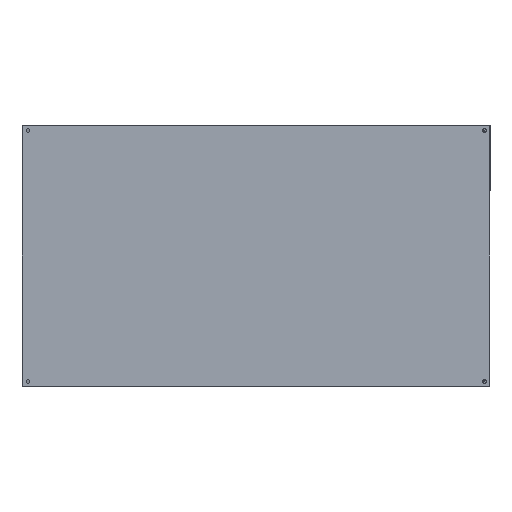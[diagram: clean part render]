
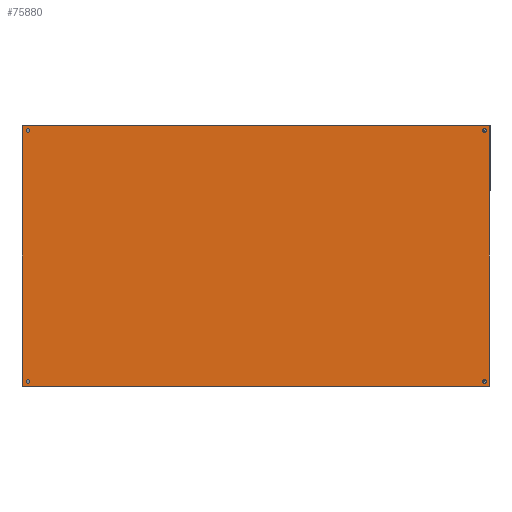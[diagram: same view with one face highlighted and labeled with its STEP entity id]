
A CAD part, left-side view. The second image highlights one B-rep face of the part: STEP entity #75880.
In plain terms, the highlighted face is planar.
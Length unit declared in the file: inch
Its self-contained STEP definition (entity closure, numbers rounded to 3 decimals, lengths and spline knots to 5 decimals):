
#1584 = CARTESIAN_POINT ( 'NONE',  ( -17.25, 0., 31.33759 ) ) ;
#4661 = CARTESIAN_POINT ( 'NONE',  ( 17.25, 0., 31.58759 ) ) ;
#6439 = EDGE_CURVE ( 'NONE', #34121, #52765, #40629, .T. ) ;
#6898 = ORIENTED_EDGE ( 'NONE', *, *, #94287, .T. ) ;
#7495 = CARTESIAN_POINT ( 'NONE',  ( -17.928, 0., 32.103 ) ) ;
#8310 = LINE ( 'NONE', #7495, #108493 ) ;
#8687 = CARTESIAN_POINT ( 'NONE',  ( 17.928, 0., 32.05159 ) ) ;
#11137 = ORIENTED_EDGE ( 'NONE', *, *, #42517, .T. ) ;
#11964 = DIRECTION ( 'NONE',  ( 0., -1., 0. ) ) ;
#12175 = EDGE_CURVE ( 'NONE', #52765, #34121, #115588, .T. ) ;
#12626 = EDGE_CURVE ( 'NONE', #13701, #108892, #76825, .T. ) ;
#13701 = VERTEX_POINT ( 'NONE', #26434 ) ;
#14336 = CIRCLE ( 'NONE', #31493, 0.25 ) ;
#17731 = FACE_BOUND ( 'NONE', #36696, .T. ) ;
#18295 = LINE ( 'NONE', #8687, #62768 ) ;
#18330 = EDGE_CURVE ( 'NONE', #49729, #100231, #31197, .T. ) ;
#19230 = VERTEX_POINT ( 'NONE', #88445 ) ;
#21011 = VECTOR ( 'NONE', #52619, 39.37008 ) ;
#21670 = ORIENTED_EDGE ( 'NONE', *, *, #71263, .T. ) ;
#25198 = ORIENTED_EDGE ( 'NONE', *, *, #12175, .T. ) ;
#26434 = CARTESIAN_POINT ( 'NONE',  ( 17.928, 0., 32.05159 ) ) ;
#27156 = VECTOR ( 'NONE', #117523, 39.37008 ) ;
#27202 = ORIENTED_EDGE ( 'NONE', *, *, #6439, .T. ) ;
#28386 = ORIENTED_EDGE ( 'NONE', *, *, #12626, .T. ) ;
#31148 = EDGE_CURVE ( 'NONE', #66828, #50012, #14336, .T. ) ;
#31197 = CIRCLE ( 'NONE', #56907, 0.25 ) ;
#31493 = AXIS2_PLACEMENT_3D ( 'NONE', #36578, #109353, #54579 ) ;
#31980 = CARTESIAN_POINT ( 'NONE',  ( -17.928, 0., -32.067 ) ) ;
#32153 = CARTESIAN_POINT ( 'NONE',  ( -17.25, 0., 31.58759 ) ) ;
#34121 = VERTEX_POINT ( 'NONE', #72567 ) ;
#34255 = ORIENTED_EDGE ( 'NONE', *, *, #87729, .F. ) ;
#36578 = CARTESIAN_POINT ( 'NONE',  ( -17.25, 0., -31.425 ) ) ;
#36696 = EDGE_LOOP ( 'NONE', ( #27202, #25198 ) ) ;
#37974 = EDGE_LOOP ( 'NONE', ( #51267, #11137 ) ) ;
#38192 = DIRECTION ( 'NONE',  ( 0., 0., -1. ) ) ;
#39215 = FACE_BOUND ( 'NONE', #106395, .T. ) ;
#40629 = CIRCLE ( 'NONE', #85977, 0.25 ) ;
#42186 = DIRECTION ( 'NONE',  ( 0., -1., 0. ) ) ;
#42278 = ORIENTED_EDGE ( 'NONE', *, *, #116078, .T. ) ;
#42517 = EDGE_CURVE ( 'NONE', #80655, #77290, #55354, .T. ) ;
#44001 = AXIS2_PLACEMENT_3D ( 'NONE', #65856, #112575, #92996 ) ;
#44879 = DIRECTION ( 'NONE',  ( 0., 0., -1. ) ) ;
#47398 = DIRECTION ( 'NONE',  ( 0., -1., 0. ) ) ;
#49391 = EDGE_LOOP ( 'NONE', ( #42278, #102703 ) ) ;
#49729 = VERTEX_POINT ( 'NONE', #4661 ) ;
#50012 = VERTEX_POINT ( 'NONE', #77780 ) ;
#51267 = ORIENTED_EDGE ( 'NONE', *, *, #78616, .T. ) ;
#51364 = CARTESIAN_POINT ( 'NONE',  ( -17.25, 0., 31.33759 ) ) ;
#51479 = LINE ( 'NONE', #91123, #27156 ) ;
#52536 = DIRECTION ( 'NONE',  ( 0., 0., -1. ) ) ;
#52619 = DIRECTION ( 'NONE',  ( 0., 0., -1. ) ) ;
#52765 = VERTEX_POINT ( 'NONE', #32153 ) ;
#54579 = DIRECTION ( 'NONE',  ( 0., 0., -1. ) ) ;
#55354 = CIRCLE ( 'NONE', #98353, 0.25 ) ;
#56907 = AXIS2_PLACEMENT_3D ( 'NONE', #94173, #47398, #38192 ) ;
#58008 = CARTESIAN_POINT ( 'NONE',  ( 17.25, 0., 31.33759 ) ) ;
#59748 = CARTESIAN_POINT ( 'NONE',  ( -17.25, 0., -31.175 ) ) ;
#60283 = CARTESIAN_POINT ( 'NONE',  ( 17.25, 0., -31.175 ) ) ;
#60597 = AXIS2_PLACEMENT_3D ( 'NONE', #1584, #102290, #74302 ) ;
#60775 = DIRECTION ( 'NONE',  ( 0., 0., 1. ) ) ;
#62231 = FACE_BOUND ( 'NONE', #37974, .T. ) ;
#62768 = VECTOR ( 'NONE', #64307, 39.37008 ) ;
#62786 = DIRECTION ( 'NONE',  ( 0., 0., -1. ) ) ;
#64307 = DIRECTION ( 'NONE',  ( -1., 0., 0. ) ) ;
#65856 = CARTESIAN_POINT ( 'NONE',  ( 17.928, 0., -32.103 ) ) ;
#66432 = CARTESIAN_POINT ( 'NONE',  ( -17.25, 0., -31.425 ) ) ;
#66828 = VERTEX_POINT ( 'NONE', #59748 ) ;
#68009 = DIRECTION ( 'NONE',  ( 0., -1., 0. ) ) ;
#71214 = DIRECTION ( 'NONE',  ( 0., -1., 0. ) ) ;
#71263 = EDGE_CURVE ( 'NONE', #74133, #19230, #8310, .T. ) ;
#72567 = CARTESIAN_POINT ( 'NONE',  ( -17.25, 0., 31.08759 ) ) ;
#74133 = VERTEX_POINT ( 'NONE', #31980 ) ;
#74302 = DIRECTION ( 'NONE',  ( 0., 0., -1. ) ) ;
#74658 = CARTESIAN_POINT ( 'NONE',  ( 17.25, 0., 31.08759 ) ) ;
#75880 = ADVANCED_FACE ( 'NONE', ( #17731, #87963, #93602, #62231, #39215 ), #110593, .F. ) ;
#76825 = LINE ( 'NONE', #88310, #21011 ) ;
#77290 = VERTEX_POINT ( 'NONE', #108650 ) ;
#77780 = CARTESIAN_POINT ( 'NONE',  ( -17.25, 0., -31.675 ) ) ;
#78616 = EDGE_CURVE ( 'NONE', #77290, #80655, #94657, .T. ) ;
#80655 = VERTEX_POINT ( 'NONE', #60283 ) ;
#83714 = CARTESIAN_POINT ( 'NONE',  ( 17.928, 0., -32.067 ) ) ;
#85977 = AXIS2_PLACEMENT_3D ( 'NONE', #51364, #42186, #52536 ) ;
#86375 = CIRCLE ( 'NONE', #106817, 0.25 ) ;
#86912 = ORIENTED_EDGE ( 'NONE', *, *, #105364, .F. ) ;
#87729 = EDGE_CURVE ( 'NONE', #13701, #19230, #18295, .T. ) ;
#87963 = FACE_BOUND ( 'NONE', #49391, .T. ) ;
#88310 = CARTESIAN_POINT ( 'NONE',  ( 17.928, 0., -32.103 ) ) ;
#88445 = CARTESIAN_POINT ( 'NONE',  ( -17.928, 0., 32.05159 ) ) ;
#90268 = AXIS2_PLACEMENT_3D ( 'NONE', #110094, #71214, #105919 ) ;
#91123 = CARTESIAN_POINT ( 'NONE',  ( 17.928, 0., -32.067 ) ) ;
#92996 = DIRECTION ( 'NONE',  ( 0., 0., 1. ) ) ;
#93602 = FACE_OUTER_BOUND ( 'NONE', #113780, .T. ) ;
#94173 = CARTESIAN_POINT ( 'NONE',  ( 17.25, 0., 31.33759 ) ) ;
#94287 = EDGE_CURVE ( 'NONE', #100231, #49729, #116934, .T. ) ;
#94657 = CIRCLE ( 'NONE', #90268, 0.25 ) ;
#98353 = AXIS2_PLACEMENT_3D ( 'NONE', #117676, #117258, #44879 ) ;
#100231 = VERTEX_POINT ( 'NONE', #74658 ) ;
#102290 = DIRECTION ( 'NONE',  ( 0., -1., 0. ) ) ;
#102703 = ORIENTED_EDGE ( 'NONE', *, *, #31148, .T. ) ;
#104293 = ORIENTED_EDGE ( 'NONE', *, *, #18330, .T. ) ;
#104332 = AXIS2_PLACEMENT_3D ( 'NONE', #58008, #68009, #62786 ) ;
#105364 = EDGE_CURVE ( 'NONE', #74133, #108892, #51479, .T. ) ;
#105919 = DIRECTION ( 'NONE',  ( 0., 0., -1. ) ) ;
#106395 = EDGE_LOOP ( 'NONE', ( #6898, #104293 ) ) ;
#106817 = AXIS2_PLACEMENT_3D ( 'NONE', #66432, #11964, #113555 ) ;
#108493 = VECTOR ( 'NONE', #60775, 39.37008 ) ;
#108650 = CARTESIAN_POINT ( 'NONE',  ( 17.25, 0., -31.675 ) ) ;
#108892 = VERTEX_POINT ( 'NONE', #83714 ) ;
#109353 = DIRECTION ( 'NONE',  ( 0., -1., 0. ) ) ;
#110094 = CARTESIAN_POINT ( 'NONE',  ( 17.25, 0., -31.425 ) ) ;
#110593 = PLANE ( 'NONE',  #44001 ) ;
#112575 = DIRECTION ( 'NONE',  ( 0., -1., 0. ) ) ;
#113555 = DIRECTION ( 'NONE',  ( 0., 0., -1. ) ) ;
#113780 = EDGE_LOOP ( 'NONE', ( #86912, #21670, #34255, #28386 ) ) ;
#115588 = CIRCLE ( 'NONE', #60597, 0.25 ) ;
#116078 = EDGE_CURVE ( 'NONE', #50012, #66828, #86375, .T. ) ;
#116934 = CIRCLE ( 'NONE', #104332, 0.25 ) ;
#117258 = DIRECTION ( 'NONE',  ( 0., -1., 0. ) ) ;
#117523 = DIRECTION ( 'NONE',  ( 1., 0., 0. ) ) ;
#117676 = CARTESIAN_POINT ( 'NONE',  ( 17.25, 0., -31.425 ) ) ;
